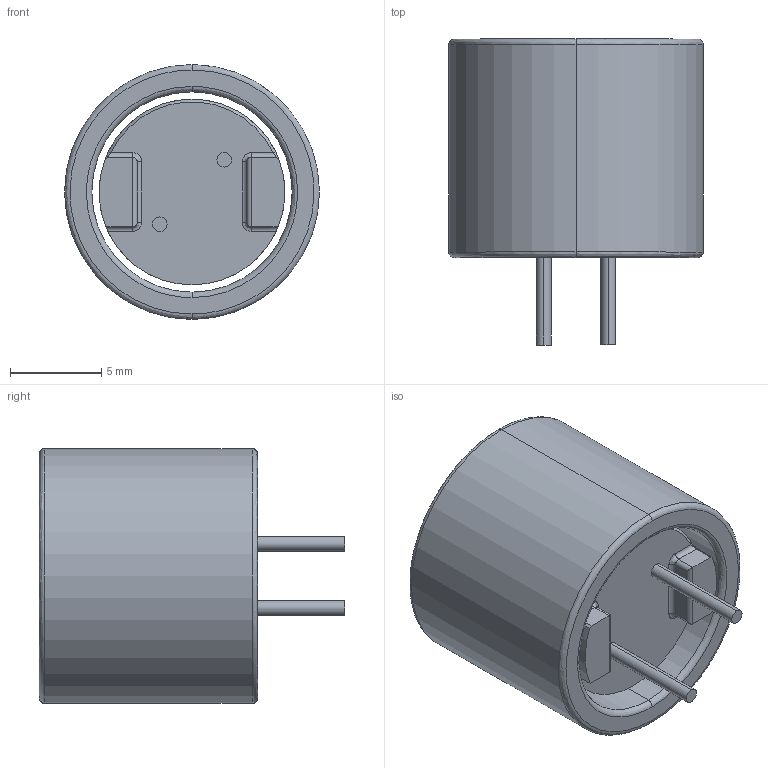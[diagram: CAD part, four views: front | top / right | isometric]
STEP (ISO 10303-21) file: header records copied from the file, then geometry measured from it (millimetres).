
FILE_DESCRIPTION (( 'STEP AP214' ), '1' );
FILE_NAME ('Coilcraft-RFS1412.STEP', '2019-02-01T07:43:26', ( '' ), ( '' ), 'SwSTEP 2.0', 'SolidWorks 2019', '' );
FILE_SCHEMA (( 'AUTOMOTIVE_DESIGN' ));
Length unit declared in the file: millimetre
Products named in the file (1): Coilcraft-RFS1412
Bounding box: 14 x 16.8 x 14 mm (x, y, z)
Volume: 1575.3 mm3; surface area: 1601.3 mm2
Topology: 2 solids, 2 shells, 91 faces, 205 edges, 126 vertices
Faces by surface type: plane 37, cylinder 26, bspline 23, cone 5
Entity records: 4396 total; most frequent: CARTESIAN_POINT 1440, ORIENTED_EDGE 410, DIRECTION 362, EDGE_CURVE 205, AXIS2_PLACEMENT_3D 128, VERTEX_POINT 126, VECTOR 106, LINE 106
